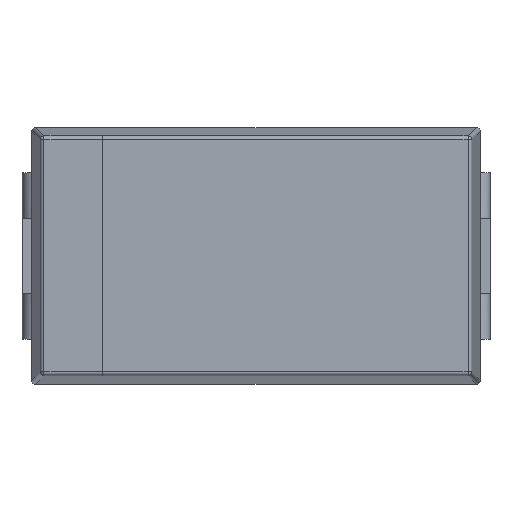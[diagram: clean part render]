
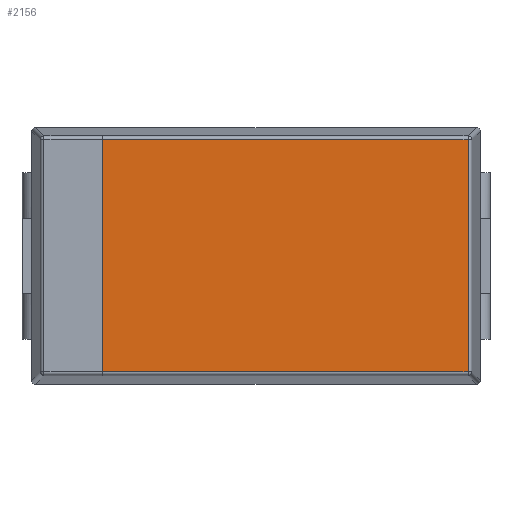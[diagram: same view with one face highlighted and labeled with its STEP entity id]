
A CAD part, top view. The second image highlights one B-rep face of the part: STEP entity #2156.
In plain terms, the highlighted planar face has unit normal (0, 0, 1).
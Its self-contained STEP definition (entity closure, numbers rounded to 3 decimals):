
#1 = LINE ( 'NONE', #3075, #2542 ) ;
#36 = CARTESIAN_POINT ( 'NONE',  ( 2.809, 1.539, 2.8 ) ) ;
#81 = ORIENTED_EDGE ( 'NONE', *, *, #254, .T. ) ;
#145 = ORIENTED_EDGE ( 'NONE', *, *, #473, .T. ) ;
#202 = DIRECTION ( 'NONE',  ( 0., -1., 0. ) ) ;
#254 = EDGE_CURVE ( 'NONE', #3040, #726, #3074, .T. ) ;
#375 = CARTESIAN_POINT ( 'NONE',  ( 2.809, -1.539, 2.8 ) ) ;
#447 = CARTESIAN_POINT ( 'NONE',  ( -2.039, 1.539, 2.8 ) ) ;
#473 = EDGE_CURVE ( 'NONE', #1740, #3040, #2757, .T. ) ;
#540 = CARTESIAN_POINT ( 'NONE',  ( -2.039, -1.539, 2.8 ) ) ;
#555 = CARTESIAN_POINT ( 'NONE',  ( -2.039, 1.539, 2.8 ) ) ;
#593 = EDGE_CURVE ( 'NONE', #726, #699, #686, .T. ) ;
#600 = EDGE_CURVE ( 'NONE', #699, #1740, #1, .T. ) ;
#638 = VECTOR ( 'NONE', #202, 1000. ) ;
#686 = LINE ( 'NONE', #447, #638 ) ;
#699 = VERTEX_POINT ( 'NONE', #540 ) ;
#726 = VERTEX_POINT ( 'NONE', #555 ) ;
#1038 = AXIS2_PLACEMENT_3D ( 'NONE', #2693, #1234, #1743 ) ;
#1080 = DIRECTION ( 'NONE',  ( 0., 1., 0. ) ) ;
#1138 = CARTESIAN_POINT ( 'NONE',  ( 2.809, 1.539, 2.8 ) ) ;
#1234 = DIRECTION ( 'NONE',  ( 0., 0., 1. ) ) ;
#1258 = ORIENTED_EDGE ( 'NONE', *, *, #593, .T. ) ;
#1335 = CARTESIAN_POINT ( 'NONE',  ( 2.809, -1.539, 2.8 ) ) ;
#1420 = EDGE_LOOP ( 'NONE', ( #1501, #145, #81, #1258 ) ) ;
#1501 = ORIENTED_EDGE ( 'NONE', *, *, #600, .T. ) ;
#1682 = DIRECTION ( 'NONE',  ( -1., 0., 0. ) ) ;
#1740 = VERTEX_POINT ( 'NONE', #375 ) ;
#1743 = DIRECTION ( 'NONE',  ( 1., 0., 0. ) ) ;
#2068 = VECTOR ( 'NONE', #1080, 1000. ) ;
#2156 = ADVANCED_FACE ( 'NONE', ( #2435 ), #2167, .T. ) ;
#2167 = PLANE ( 'NONE',  #1038 ) ;
#2435 = FACE_OUTER_BOUND ( 'NONE', #1420, .T. ) ;
#2542 = VECTOR ( 'NONE', #2864, 1000. ) ;
#2593 = VECTOR ( 'NONE', #1682, 1000. ) ;
#2693 = CARTESIAN_POINT ( 'NONE',  ( 0., 0., 2.8 ) ) ;
#2757 = LINE ( 'NONE', #1335, #2068 ) ;
#2864 = DIRECTION ( 'NONE',  ( 1., 0., 0. ) ) ;
#3040 = VERTEX_POINT ( 'NONE', #36 ) ;
#3074 = LINE ( 'NONE', #1138, #2593 ) ;
#3075 = CARTESIAN_POINT ( 'NONE',  ( -2.039, -1.539, 2.8 ) ) ;
